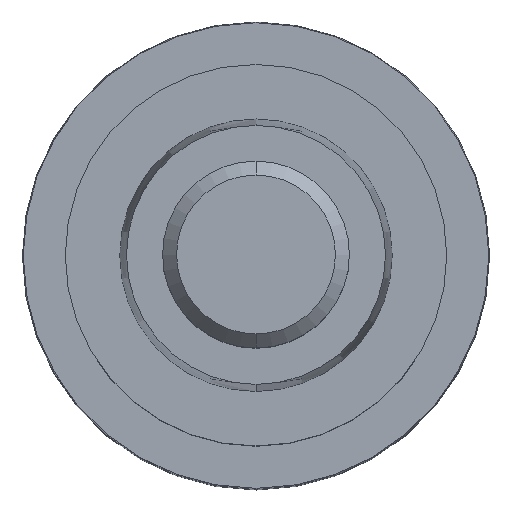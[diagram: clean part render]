
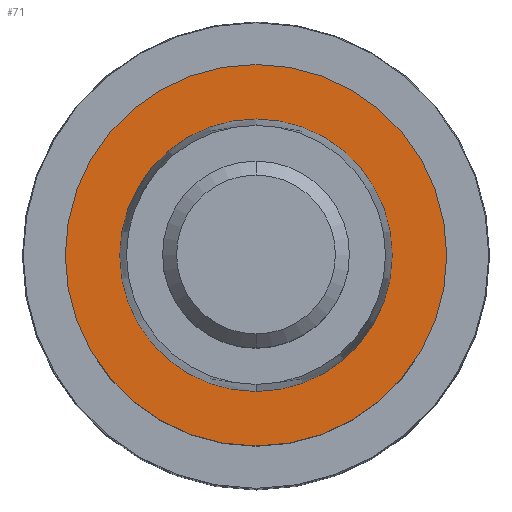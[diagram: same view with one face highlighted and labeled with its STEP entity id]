
A CAD part, top view. The second image highlights one B-rep face of the part: STEP entity #71.
In plain terms, the highlighted planar face has unit normal (0, 0, 1).
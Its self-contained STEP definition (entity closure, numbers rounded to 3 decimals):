
#34=FACE_BOUND('',#113,.T.);
#35=FACE_BOUND('',#114,.T.);
#58=PLANE('',#410);
#71=ADVANCED_FACE('',(#34,#35),#58,.F.);
#113=EDGE_LOOP('',(#182,#183));
#114=EDGE_LOOP('',(#184,#185));
#136=CIRCLE('',#404,12.25);
#137=CIRCLE('',#406,12.25);
#138=CIRCLE('',#408,8.75);
#139=CIRCLE('',#409,8.75);
#182=ORIENTED_EDGE('',*,*,#252,.F.);
#183=ORIENTED_EDGE('',*,*,#255,.F.);
#184=ORIENTED_EDGE('',*,*,#256,.F.);
#185=ORIENTED_EDGE('',*,*,#257,.F.);
#226=VERTEX_POINT('',#669);
#227=VERTEX_POINT('',#670);
#228=VERTEX_POINT('',#677);
#229=VERTEX_POINT('',#678);
#252=EDGE_CURVE('',#226,#227,#136,.T.);
#255=EDGE_CURVE('',#227,#226,#137,.T.);
#256=EDGE_CURVE('',#228,#229,#138,.T.);
#257=EDGE_CURVE('',#229,#228,#139,.T.);
#404=AXIS2_PLACEMENT_3D('',#668,#491,#492);
#406=AXIS2_PLACEMENT_3D('',#674,#497,#498);
#408=AXIS2_PLACEMENT_3D('',#676,#501,#502);
#409=AXIS2_PLACEMENT_3D('',#679,#503,#504);
#410=AXIS2_PLACEMENT_3D('',#680,#505,#506);
#491=DIRECTION('',(0.,0.,-1.));
#492=DIRECTION('',(0.,1.,0.));
#497=DIRECTION('',(0.,0.,-1.));
#498=DIRECTION('',(0.,-1.,0.));
#501=DIRECTION('',(0.,0.,1.));
#502=DIRECTION('',(0.,1.,0.));
#503=DIRECTION('',(0.,0.,1.));
#504=DIRECTION('',(0.,-1.,0.));
#505=DIRECTION('',(0.,0.,-1.));
#506=DIRECTION('',(0.,1.,0.));
#668=CARTESIAN_POINT('',(0.,0.,43.5));
#669=CARTESIAN_POINT('',(0.,12.25,43.5));
#670=CARTESIAN_POINT('',(0.,-12.25,43.5));
#674=CARTESIAN_POINT('',(0.,0.,43.5));
#676=CARTESIAN_POINT('',(0.,0.,43.5));
#677=CARTESIAN_POINT('',(0.,8.75,43.5));
#678=CARTESIAN_POINT('',(0.,-8.75,43.5));
#679=CARTESIAN_POINT('',(0.,0.,43.5));
#680=CARTESIAN_POINT('',(0.,0.,43.5));
